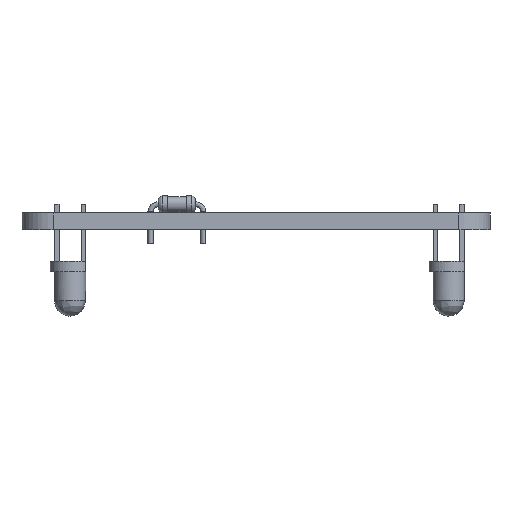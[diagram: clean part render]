
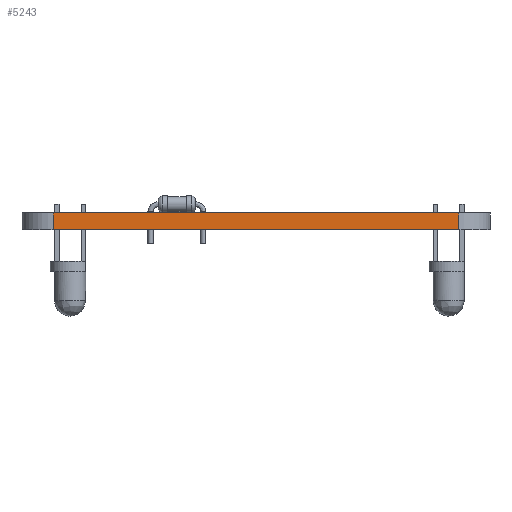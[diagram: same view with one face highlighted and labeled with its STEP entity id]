
A CAD part, front view. The second image highlights one B-rep face of the part: STEP entity #5243.
In plain terms, the highlighted planar face has unit normal (0, -1, 0).
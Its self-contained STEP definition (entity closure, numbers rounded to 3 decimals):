
#2559 = PLANE('',#2560);
#2560 = AXIS2_PLACEMENT_3D('',#2561,#2562,#2563);
#2561 = CARTESIAN_POINT('',(180.166,-93.641,1.6));
#2562 = DIRECTION('',(-0.,-0.,-1.));
#2563 = DIRECTION('',(-1.,0.,0.));
#2587 = CYLINDRICAL_SURFACE('',#2588,3.);
#2588 = AXIS2_PLACEMENT_3D('',#2589,#2590,#2591);
#2589 = CARTESIAN_POINT('',(199.491,-108.868,0.));
#2590 = DIRECTION('',(-0.,-0.,-1.));
#2591 = DIRECTION('',(1.,0.,-0.));
#2613 = PLANE('',#2614);
#2614 = AXIS2_PLACEMENT_3D('',#2615,#2616,#2617);
#2615 = CARTESIAN_POINT('',(180.166,-93.641,0.));
#2616 = DIRECTION('',(-0.,-0.,-1.));
#2617 = DIRECTION('',(-1.,0.,0.));
#2714 = EDGE_CURVE('',#2715,#2717,#2719,.T.);
#2715 = VERTEX_POINT('',#2716);
#2716 = CARTESIAN_POINT('',(199.491,-111.868,0.));
#2717 = VERTEX_POINT('',#2718);
#2718 = CARTESIAN_POINT('',(199.491,-111.868,1.6));
#2719 = SURFACE_CURVE('',#2720,(#2724,#2731),.PCURVE_S1.);
#2720 = LINE('',#2721,#2722);
#2721 = CARTESIAN_POINT('',(199.491,-111.868,0.));
#2722 = VECTOR('',#2723,1.);
#2723 = DIRECTION('',(0.,0.,1.));
#2724 = PCURVE('',#2587,#2725);
#2725 = DEFINITIONAL_REPRESENTATION('',(#2726),#2730);
#2726 = LINE('',#2727,#2728);
#2727 = CARTESIAN_POINT('',(-4.712,0.));
#2728 = VECTOR('',#2729,1.);
#2729 = DIRECTION('',(-0.,-1.));
#2730 = ( GEOMETRIC_REPRESENTATION_CONTEXT(2) 
PARAMETRIC_REPRESENTATION_CONTEXT() REPRESENTATION_CONTEXT('2D SPACE',''
  ) );
#2731 = PCURVE('',#2732,#2737);
#2732 = PLANE('',#2733);
#2733 = AXIS2_PLACEMENT_3D('',#2734,#2735,#2736);
#2734 = CARTESIAN_POINT('',(199.491,-111.868,0.));
#2735 = DIRECTION('',(0.,-1.,0.));
#2736 = DIRECTION('',(-1.,0.,0.));
#2737 = DEFINITIONAL_REPRESENTATION('',(#2738),#2742);
#2738 = LINE('',#2739,#2740);
#2739 = CARTESIAN_POINT('',(0.,0.));
#2740 = VECTOR('',#2741,1.);
#2741 = DIRECTION('',(0.,-1.));
#2742 = ( GEOMETRIC_REPRESENTATION_CONTEXT(2) 
PARAMETRIC_REPRESENTATION_CONTEXT() REPRESENTATION_CONTEXT('2D SPACE',''
  ) );
#2802 = EDGE_CURVE('',#2715,#2803,#2805,.T.);
#2803 = VERTEX_POINT('',#2804);
#2804 = CARTESIAN_POINT('',(160.384,-111.868,0.));
#2805 = SURFACE_CURVE('',#2806,(#2810,#2817),.PCURVE_S1.);
#2806 = LINE('',#2807,#2808);
#2807 = CARTESIAN_POINT('',(199.491,-111.868,0.));
#2808 = VECTOR('',#2809,1.);
#2809 = DIRECTION('',(-1.,0.,0.));
#2810 = PCURVE('',#2613,#2811);
#2811 = DEFINITIONAL_REPRESENTATION('',(#2812),#2816);
#2812 = LINE('',#2813,#2814);
#2813 = CARTESIAN_POINT('',(-19.325,-18.228));
#2814 = VECTOR('',#2815,1.);
#2815 = DIRECTION('',(1.,0.));
#2816 = ( GEOMETRIC_REPRESENTATION_CONTEXT(2) 
PARAMETRIC_REPRESENTATION_CONTEXT() REPRESENTATION_CONTEXT('2D SPACE',''
  ) );
#2817 = PCURVE('',#2732,#2818);
#2818 = DEFINITIONAL_REPRESENTATION('',(#2819),#2823);
#2819 = LINE('',#2820,#2821);
#2820 = CARTESIAN_POINT('',(0.,0.));
#2821 = VECTOR('',#2822,1.);
#2822 = DIRECTION('',(1.,0.));
#2823 = ( GEOMETRIC_REPRESENTATION_CONTEXT(2) 
PARAMETRIC_REPRESENTATION_CONTEXT() REPRESENTATION_CONTEXT('2D SPACE',''
  ) );
#2846 = CYLINDRICAL_SURFACE('',#2847,3.);
#2847 = AXIS2_PLACEMENT_3D('',#2848,#2849,#2850);
#2848 = CARTESIAN_POINT('',(160.384,-108.868,0.));
#2849 = DIRECTION('',(-0.,-0.,-1.));
#2850 = DIRECTION('',(1.,0.,-0.));
#4107 = EDGE_CURVE('',#2717,#4108,#4110,.T.);
#4108 = VERTEX_POINT('',#4109);
#4109 = CARTESIAN_POINT('',(160.384,-111.868,1.6));
#4110 = SURFACE_CURVE('',#4111,(#4115,#4122),.PCURVE_S1.);
#4111 = LINE('',#4112,#4113);
#4112 = CARTESIAN_POINT('',(199.491,-111.868,1.6));
#4113 = VECTOR('',#4114,1.);
#4114 = DIRECTION('',(-1.,0.,0.));
#4115 = PCURVE('',#2559,#4116);
#4116 = DEFINITIONAL_REPRESENTATION('',(#4117),#4121);
#4117 = LINE('',#4118,#4119);
#4118 = CARTESIAN_POINT('',(-19.325,-18.228));
#4119 = VECTOR('',#4120,1.);
#4120 = DIRECTION('',(1.,0.));
#4121 = ( GEOMETRIC_REPRESENTATION_CONTEXT(2) 
PARAMETRIC_REPRESENTATION_CONTEXT() REPRESENTATION_CONTEXT('2D SPACE',''
  ) );
#4122 = PCURVE('',#2732,#4123);
#4123 = DEFINITIONAL_REPRESENTATION('',(#4124),#4128);
#4124 = LINE('',#4125,#4126);
#4125 = CARTESIAN_POINT('',(0.,-1.6));
#4126 = VECTOR('',#4127,1.);
#4127 = DIRECTION('',(1.,0.));
#4128 = ( GEOMETRIC_REPRESENTATION_CONTEXT(2) 
PARAMETRIC_REPRESENTATION_CONTEXT() REPRESENTATION_CONTEXT('2D SPACE',''
  ) );
#5243 = ADVANCED_FACE('',(#5244),#2732,.T.);
#5244 = FACE_BOUND('',#5245,.T.);
#5245 = EDGE_LOOP('',(#5246,#5247,#5248,#5269));
#5246 = ORIENTED_EDGE('',*,*,#2714,.T.);
#5247 = ORIENTED_EDGE('',*,*,#4107,.T.);
#5248 = ORIENTED_EDGE('',*,*,#5249,.F.);
#5249 = EDGE_CURVE('',#2803,#4108,#5250,.T.);
#5250 = SURFACE_CURVE('',#5251,(#5255,#5262),.PCURVE_S1.);
#5251 = LINE('',#5252,#5253);
#5252 = CARTESIAN_POINT('',(160.384,-111.868,0.));
#5253 = VECTOR('',#5254,1.);
#5254 = DIRECTION('',(0.,0.,1.));
#5255 = PCURVE('',#2732,#5256);
#5256 = DEFINITIONAL_REPRESENTATION('',(#5257),#5261);
#5257 = LINE('',#5258,#5259);
#5258 = CARTESIAN_POINT('',(39.107,0.));
#5259 = VECTOR('',#5260,1.);
#5260 = DIRECTION('',(0.,-1.));
#5261 = ( GEOMETRIC_REPRESENTATION_CONTEXT(2) 
PARAMETRIC_REPRESENTATION_CONTEXT() REPRESENTATION_CONTEXT('2D SPACE',''
  ) );
#5262 = PCURVE('',#2846,#5263);
#5263 = DEFINITIONAL_REPRESENTATION('',(#5264),#5268);
#5264 = LINE('',#5265,#5266);
#5265 = CARTESIAN_POINT('',(-4.712,0.));
#5266 = VECTOR('',#5267,1.);
#5267 = DIRECTION('',(-0.,-1.));
#5268 = ( GEOMETRIC_REPRESENTATION_CONTEXT(2) 
PARAMETRIC_REPRESENTATION_CONTEXT() REPRESENTATION_CONTEXT('2D SPACE',''
  ) );
#5269 = ORIENTED_EDGE('',*,*,#2802,.F.);
